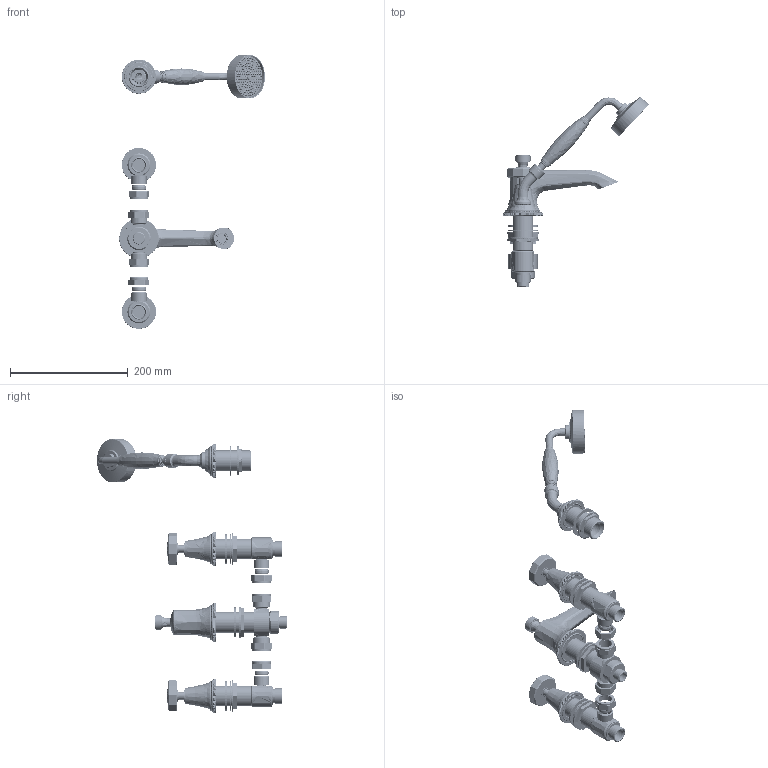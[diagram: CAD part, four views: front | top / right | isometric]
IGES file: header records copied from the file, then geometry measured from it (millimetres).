
Global section: file name: V6K48D; native system: Autodesk Inventor 2014; preprocessor: unknown; author: mblakey; date: 20131127.135525; units: millimetre
Bounding box: 248.09 x 323.46 x 466.25 mm (x, y, z)
Volume: 849515.5 mm3; surface area: 426943.9 mm2
Topology: 95 solids, 101 shells, 6540 faces, 16168 edges, 10316 vertices
Faces by surface type: bspline 6540
